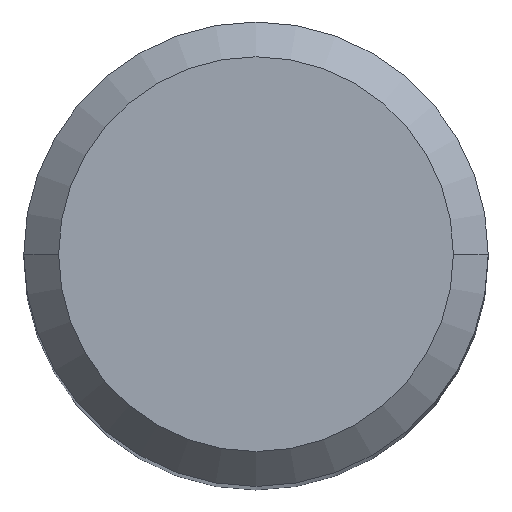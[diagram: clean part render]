
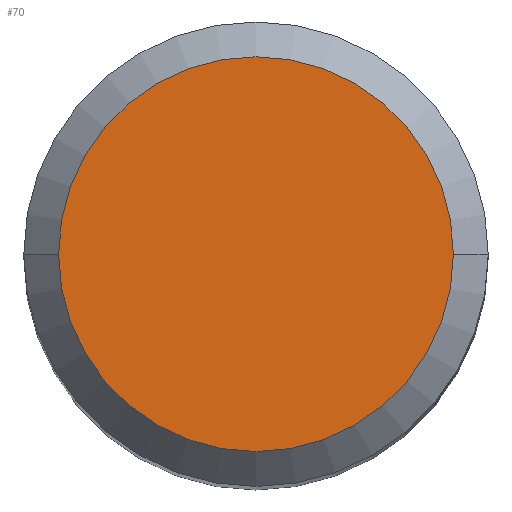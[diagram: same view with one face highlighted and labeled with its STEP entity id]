
A CAD part, top view. The second image highlights one B-rep face of the part: STEP entity #70.
In plain terms, the highlighted planar face has unit normal (0, 0, 1).
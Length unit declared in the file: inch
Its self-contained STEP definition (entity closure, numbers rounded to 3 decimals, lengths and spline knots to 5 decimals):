
#48 = CARTESIAN_POINT ( 'NONE',  ( 0., 0., 0. ) ) ;
#70 = ADVANCED_FACE ( 'NONE', ( #380 ), #458, .F. ) ;
#78 = AXIS2_PLACEMENT_3D ( 'NONE', #48, #414, #172 ) ;
#90 = VERTEX_POINT ( 'NONE', #415 ) ;
#137 = CARTESIAN_POINT ( 'NONE',  ( 0., 0., 0. ) ) ;
#146 = CIRCLE ( 'NONE', #78, 0.13387 ) ;
#172 = DIRECTION ( 'NONE',  ( 1., 0., 0. ) ) ;
#222 = DIRECTION ( 'NONE',  ( -1., 0., 0. ) ) ;
#229 = AXIS2_PLACEMENT_3D ( 'NONE', #413, #337, #222 ) ;
#244 = EDGE_CURVE ( 'NONE', #90, #344, #146, .T. ) ;
#252 = EDGE_CURVE ( 'NONE', #344, #90, #357, .T. ) ;
#260 = EDGE_LOOP ( 'NONE', ( #375, #311 ) ) ;
#289 = DIRECTION ( 'NONE',  ( 0., 0., 1. ) ) ;
#311 = ORIENTED_EDGE ( 'NONE', *, *, #252, .T. ) ;
#337 = DIRECTION ( 'NONE',  ( 0., 0., -1. ) ) ;
#344 = VERTEX_POINT ( 'NONE', #492 ) ;
#357 = CIRCLE ( 'NONE', #392, 0.13387 ) ;
#375 = ORIENTED_EDGE ( 'NONE', *, *, #244, .T. ) ;
#380 = FACE_OUTER_BOUND ( 'NONE', #260, .T. ) ;
#392 = AXIS2_PLACEMENT_3D ( 'NONE', #137, #289, #451 ) ;
#413 = CARTESIAN_POINT ( 'NONE',  ( 0., 0., 0. ) ) ;
#414 = DIRECTION ( 'NONE',  ( 0., 0., 1. ) ) ;
#415 = CARTESIAN_POINT ( 'NONE',  ( -0.13387, 0., 0. ) ) ;
#451 = DIRECTION ( 'NONE',  ( 1., 0., 0. ) ) ;
#458 = PLANE ( 'NONE',  #229 ) ;
#492 = CARTESIAN_POINT ( 'NONE',  ( 0.13387, 0., 0. ) ) ;
